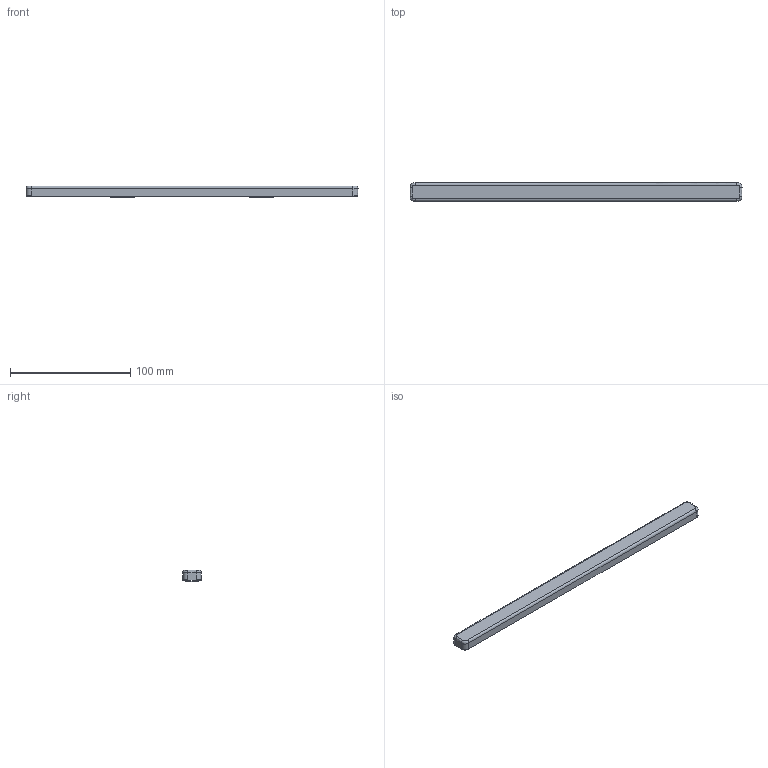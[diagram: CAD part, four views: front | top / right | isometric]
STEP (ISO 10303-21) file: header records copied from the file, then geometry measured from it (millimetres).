
FILE_DESCRIPTION( ('This file contains a STEP AP42 implementation' ,'as created by ZW3D STEP Interface translator.' ,'') ,'2;1' );
FILE_NAME( 'Solid chassis.stp' ,'25 325.152354', (''), ('ZWCAD Software Co.'), 'Version 1.0', 'ZW3D to STEP translator', '' );
FILE_SCHEMA(('AUTOMOTIVE_DESIGN { 1 0 10303 214 1 1 1 1 }'));
Length unit declared in the file: millimetre
Products named in the file (1): 0
Bounding box: 276.3 x 15.2 x 9.9 mm (x, y, z)
Volume: 34709.9 mm3; surface area: 13665.8 mm2
Topology: 3 solids, 3 shells, 58 faces, 136 edges, 84 vertices
Faces by surface type: plane 26, bspline 25, cylinder 4, cone 3
Entity records: 2743 total; most frequent: CARTESIAN_POINT 1493, ORIENTED_EDGE 272, DIRECTION 167, EDGE_CURVE 136, VERTEX_POINT 84, VECTOR 83, LINE 83, EDGE_LOOP 58
